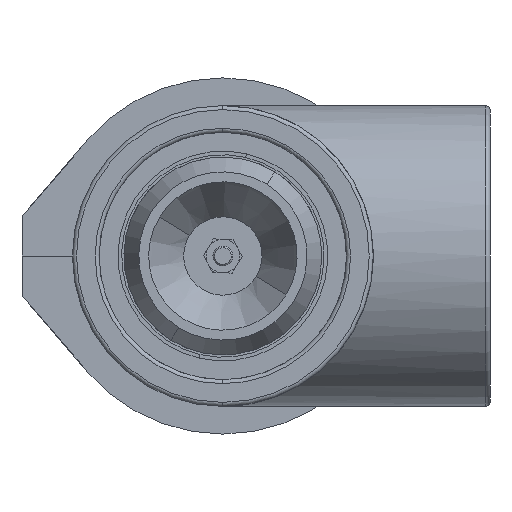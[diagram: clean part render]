
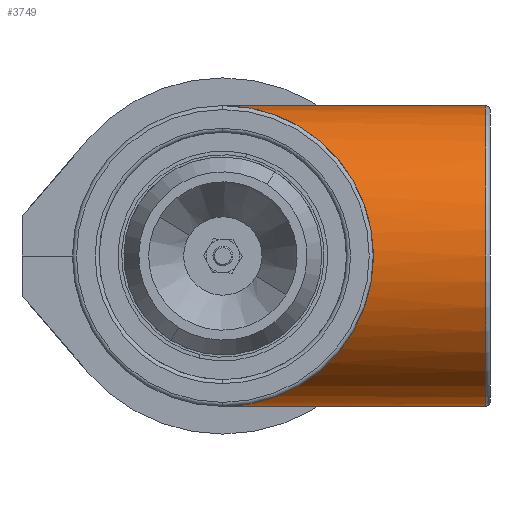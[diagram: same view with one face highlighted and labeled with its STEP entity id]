
A CAD part, front view. The second image highlights one B-rep face of the part: STEP entity #3749.
In plain terms, the highlighted cylindrical face has radius 76 mm (diameter 152 mm), a partial arc.
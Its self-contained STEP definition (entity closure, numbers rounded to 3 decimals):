
#54 = CARTESIAN_POINT ( 'NONE',  ( 135., 135., 76. ) ) ;
#422 = EDGE_CURVE ( 'NONE', #2894, #1351, #14778, .T. ) ;
#1025 =( BOUNDED_CURVE ( )  B_SPLINE_CURVE ( 3, ( #6711, #15225, #4860, #6603 ),
 .UNSPECIFIED., .F., .F. ) 
 B_SPLINE_CURVE_WITH_KNOTS ( ( 4, 4 ),
 ( 1.597, 4.686 ),
 .UNSPECIFIED. ) 
 CURVE ( )  GEOMETRIC_REPRESENTATION_ITEM ( )  RATIONAL_B_SPLINE_CURVE ( ( 1., 0.351, 0.351, 1. ) ) 
 REPRESENTATION_ITEM ( '' )  );
#1351 = VERTEX_POINT ( 'NONE', #14511 ) ;
#2098 = LINE ( 'NONE', #54, #14988 ) ;
#2188 = EDGE_CURVE ( 'NONE', #9285, #5209, #6363, .T. ) ;
#2223 = CYLINDRICAL_SURFACE ( 'NONE', #5797, 76. ) ;
#2757 = CARTESIAN_POINT ( 'NONE',  ( 132.975, 135., 0. ) ) ;
#2792 = EDGE_CURVE ( 'NONE', #9285, #2894, #3045, .T. ) ;
#2880 = ORIENTED_EDGE ( 'NONE', *, *, #2188, .T. ) ;
#2894 = VERTEX_POINT ( 'NONE', #5732 ) ;
#2972 = DIRECTION ( 'NONE',  ( -1., 0., 0. ) ) ;
#3045 = LINE ( 'NONE', #11795, #15914 ) ;
#3749 = ADVANCED_FACE ( 'NONE', ( #15495 ), #2223, .T. ) ;
#4102 = ORIENTED_EDGE ( 'NONE', *, *, #14773, .T. ) ;
#4547 = AXIS2_PLACEMENT_3D ( 'NONE', #2757, #2972, #5626 ) ;
#4600 = CARTESIAN_POINT ( 'NONE',  ( 2.025, 135., 0. ) ) ;
#4803 = VERTEX_POINT ( 'NONE', #4821 ) ;
#4821 = CARTESIAN_POINT ( 'NONE',  ( 2.025, 135., 76. ) ) ;
#4860 = CARTESIAN_POINT ( 'NONE',  ( 146.232, -11.232, -72.129 ) ) ;
#4950 = DIRECTION ( 'NONE',  ( 0., 0., 1. ) ) ;
#5209 = VERTEX_POINT ( 'NONE', #9387 ) ;
#5626 = DIRECTION ( 'NONE',  ( 0., 0., 1. ) ) ;
#5732 = CARTESIAN_POINT ( 'NONE',  ( 2.025, 135., -76. ) ) ;
#5797 = AXIS2_PLACEMENT_3D ( 'NONE', #12184, #15025, #4950 ) ;
#5843 = DIRECTION ( 'NONE',  ( -1., 0., 0. ) ) ;
#6363 = CIRCLE ( 'NONE', #4547, 76. ) ;
#6603 = CARTESIAN_POINT ( 'NONE',  ( 2.025, 132.975, -75.973 ) ) ;
#6647 = VERTEX_POINT ( 'NONE', #10331 ) ;
#6705 = ORIENTED_EDGE ( 'NONE', *, *, #12760, .T. ) ;
#6711 = CARTESIAN_POINT ( 'NONE',  ( 2.025, 132.975, 75.973 ) ) ;
#7193 = ORIENTED_EDGE ( 'NONE', *, *, #2792, .F. ) ;
#7638 = EDGE_CURVE ( 'NONE', #6647, #4803, #10743, .T. ) ;
#8414 = AXIS2_PLACEMENT_3D ( 'NONE', #4600, #5843, #11310 ) ;
#9285 = VERTEX_POINT ( 'NONE', #15960 ) ;
#9316 = DIRECTION ( 'NONE',  ( 0., 0., 1. ) ) ;
#9387 = CARTESIAN_POINT ( 'NONE',  ( 132.975, 135., 76. ) ) ;
#10123 = AXIS2_PLACEMENT_3D ( 'NONE', #15043, #10416, #9316 ) ;
#10324 = DIRECTION ( 'NONE',  ( -1., 0., 0. ) ) ;
#10331 = CARTESIAN_POINT ( 'NONE',  ( 2.025, 132.975, 75.973 ) ) ;
#10416 = DIRECTION ( 'NONE',  ( -1., 0., 0. ) ) ;
#10743 = CIRCLE ( 'NONE', #8414, 76. ) ;
#11310 = DIRECTION ( 'NONE',  ( 0., 0., 1. ) ) ;
#11795 = CARTESIAN_POINT ( 'NONE',  ( 135., 135., -76. ) ) ;
#12184 = CARTESIAN_POINT ( 'NONE',  ( 135., 135., 0. ) ) ;
#12239 = DIRECTION ( 'NONE',  ( -1., 0., 0. ) ) ;
#12760 = EDGE_CURVE ( 'NONE', #5209, #4803, #2098, .T. ) ;
#14511 = CARTESIAN_POINT ( 'NONE',  ( 2.025, 132.975, -75.973 ) ) ;
#14686 = EDGE_LOOP ( 'NONE', ( #7193, #2880, #6705, #15962, #4102, #15634 ) ) ;
#14773 = EDGE_CURVE ( 'NONE', #6647, #1351, #1025, .T. ) ;
#14778 = CIRCLE ( 'NONE', #10123, 76. ) ;
#14988 = VECTOR ( 'NONE', #12239, 1000. ) ;
#15025 = DIRECTION ( 'NONE',  ( -1., 0., 0. ) ) ;
#15043 = CARTESIAN_POINT ( 'NONE',  ( 2.025, 135., 0. ) ) ;
#15225 = CARTESIAN_POINT ( 'NONE',  ( 146.232, -11.232, 72.129 ) ) ;
#15495 = FACE_OUTER_BOUND ( 'NONE', #14686, .T. ) ;
#15634 = ORIENTED_EDGE ( 'NONE', *, *, #422, .F. ) ;
#15914 = VECTOR ( 'NONE', #10324, 1000. ) ;
#15960 = CARTESIAN_POINT ( 'NONE',  ( 132.975, 135., -76. ) ) ;
#15962 = ORIENTED_EDGE ( 'NONE', *, *, #7638, .F. ) ;
